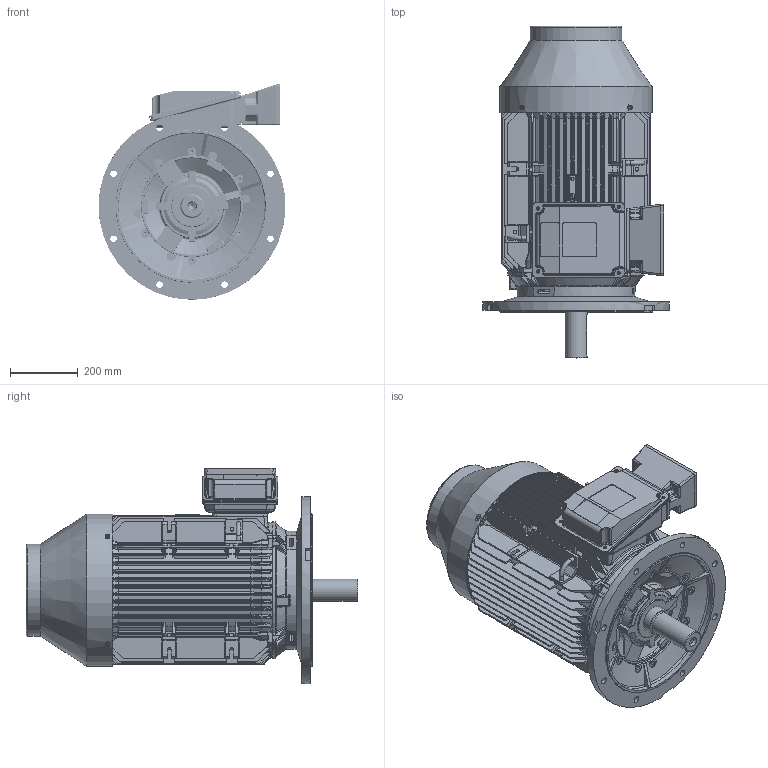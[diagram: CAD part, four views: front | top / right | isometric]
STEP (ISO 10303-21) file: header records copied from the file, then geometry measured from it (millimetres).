
FILE_DESCRIPTION( ( 'Unknown' ), '1' );
FILE_NAME( '3D UDF250ME 4P B5 DTD IC411.stp', 'Unknown', ( 'Unknown' ), ( 'Unknown' ), 'PSStep 17.0.49', 'Unknown', ' ' );
FILE_SCHEMA( ( 'AUTOMOTIVE_DESIGN { 1 0 10303 214 1 1 1 1 }' ) );
Length unit declared in the file: millimetre
Products named in the file (1): 1
Bounding box: 549.74 x 977 x 633.24 mm (x, y, z)
Volume: 21298795.2 mm3; surface area: 5466089.9 mm2
Topology: 1 solids, 4 shells, 4893 faces, 12997 edges, 8075 vertices
Faces by surface type: cylinder 1685, plane 1525, bspline 1053, torus 310, cone 197, sphere 122, revolution 1
Full cylindrical faces by diameter (mm): 8 x17, 8.5 x1, 8.782 x12, 8.985 x2, 9 x12, 10 x21, 11 x4, 12 x24, 15 x3, 17.5 x1, 19 x8, 21 x1, 65 x1, 67 x1, 70 x1, 80 x1, 156 x2, 170 x2, 205 x2, 267 x1, 270.2 x1, 288 x2, 300 x3, 368.3 x1, 380 x1, 385 x4, 435 x1, 443 x1, 448.2 x1, 450 x1
Entity records: 319172 total; most frequent: CARTESIAN_POINT 168612, ORIENTED_EDGE 25086, DIRECTION 21102, EDGE_CURVE 12543, AXIS2_PLACEMENT_3D 8110, VERTEX_POINT 7934, EDGE_LOOP 5238, FACE_OUTER_BOUND 5029
